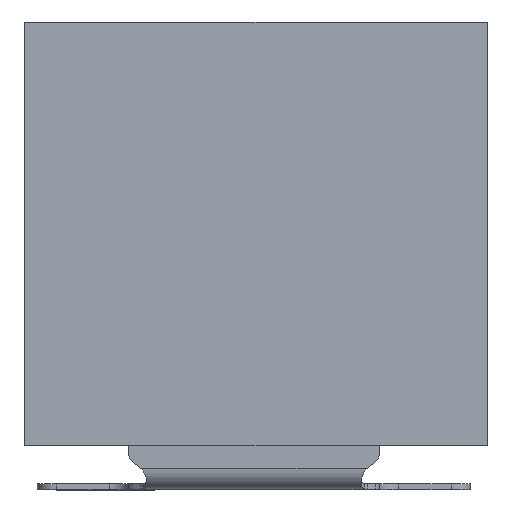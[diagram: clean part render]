
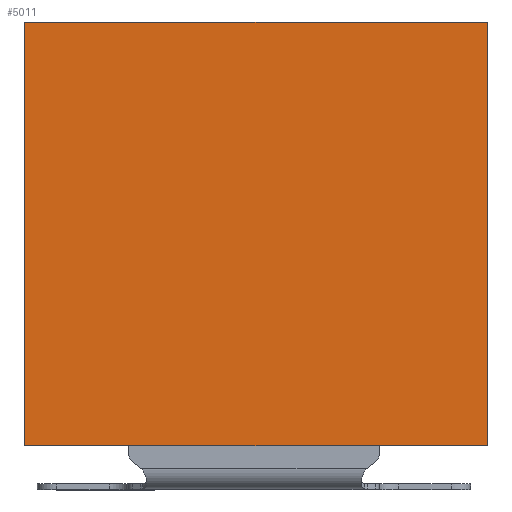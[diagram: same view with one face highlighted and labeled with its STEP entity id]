
A CAD part, top view. The second image highlights one B-rep face of the part: STEP entity #5011.
In plain terms, the highlighted planar face has unit normal (0, 0, 1).
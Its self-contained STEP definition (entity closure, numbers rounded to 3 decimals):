
#52 = DIRECTION ( 'NONE',  ( -1., 0., 0. ) ) ;
#139 = ORIENTED_EDGE ( 'NONE', *, *, #5858, .T. ) ;
#187 = DIRECTION ( 'NONE',  ( 0., 1., 0. ) ) ;
#210 = ORIENTED_EDGE ( 'NONE', *, *, #5498, .T. ) ;
#303 = ORIENTED_EDGE ( 'NONE', *, *, #5001, .T. ) ;
#401 = CARTESIAN_POINT ( 'NONE',  ( -6., 5.5, 0.5 ) ) ;
#495 = DIRECTION ( 'NONE',  ( 0., 0., -1. ) ) ;
#989 = DIRECTION ( 'NONE',  ( -1., 0., 0. ) ) ;
#1207 = LINE ( 'NONE', #6889, #6058 ) ;
#1325 = DIRECTION ( 'NONE',  ( 1., 0., 0. ) ) ;
#1438 = CARTESIAN_POINT ( 'NONE',  ( 6., -5.5, 0.5 ) ) ;
#1467 = CARTESIAN_POINT ( 'NONE',  ( -6., -5.5, 0.5 ) ) ;
#1710 = PLANE ( 'NONE',  #6547 ) ;
#1754 = CARTESIAN_POINT ( 'NONE',  ( -6., 5.5, 0.5 ) ) ;
#1878 = FACE_OUTER_BOUND ( 'NONE', #6828, .T. ) ;
#2022 = VECTOR ( 'NONE', #989, 1000. ) ;
#2175 = CARTESIAN_POINT ( 'NONE',  ( 6., 5.5, 0.5 ) ) ;
#2737 = VERTEX_POINT ( 'NONE', #4519 ) ;
#3111 = VECTOR ( 'NONE', #1325, 1000. ) ;
#3216 = LINE ( 'NONE', #1467, #3111 ) ;
#3376 = CARTESIAN_POINT ( 'NONE',  ( -6., -5.5, 0.5 ) ) ;
#3880 = EDGE_CURVE ( 'NONE', #2737, #4672, #3216, .T. ) ;
#3901 = DIRECTION ( 'NONE',  ( 0., -1., 0. ) ) ;
#4519 = CARTESIAN_POINT ( 'NONE',  ( -6., -5.5, 0.5 ) ) ;
#4644 = LINE ( 'NONE', #401, #2022 ) ;
#4672 = VERTEX_POINT ( 'NONE', #1438 ) ;
#5001 = EDGE_CURVE ( 'NONE', #7008, #2737, #6788, .T. ) ;
#5011 = ADVANCED_FACE ( 'NONE', ( #1878 ), #1710, .F. ) ;
#5498 = EDGE_CURVE ( 'NONE', #5652, #7008, #4644, .T. ) ;
#5612 = CARTESIAN_POINT ( 'NONE',  ( 0., 0., 0.5 ) ) ;
#5652 = VERTEX_POINT ( 'NONE', #2175 ) ;
#5704 = ORIENTED_EDGE ( 'NONE', *, *, #3880, .T. ) ;
#5858 = EDGE_CURVE ( 'NONE', #4672, #5652, #1207, .T. ) ;
#6058 = VECTOR ( 'NONE', #187, 1000. ) ;
#6547 = AXIS2_PLACEMENT_3D ( 'NONE', #5612, #495, #52 ) ;
#6594 = VECTOR ( 'NONE', #3901, 1000. ) ;
#6788 = LINE ( 'NONE', #3376, #6594 ) ;
#6828 = EDGE_LOOP ( 'NONE', ( #139, #210, #303, #5704 ) ) ;
#6889 = CARTESIAN_POINT ( 'NONE',  ( 6., -5.5, 0.5 ) ) ;
#7008 = VERTEX_POINT ( 'NONE', #1754 ) ;
